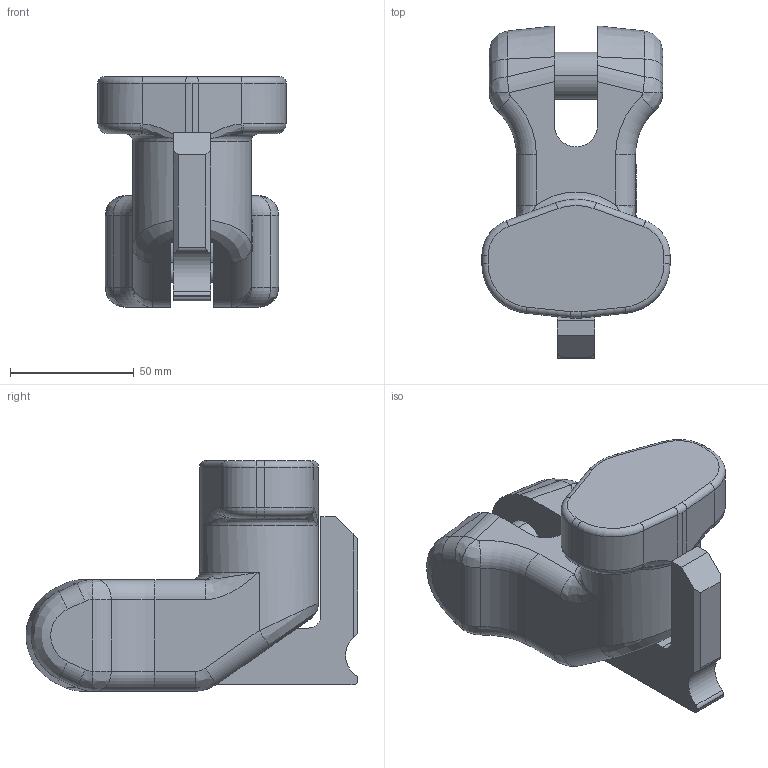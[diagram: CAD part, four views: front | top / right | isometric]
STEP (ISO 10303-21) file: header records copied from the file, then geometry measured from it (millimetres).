
FILE_DESCRIPTION((''),'2;1');
FILE_NAME('001-M35908-P1_ASM','2020-07-08T',('anja.joas'),(''),'PRO/ENGINEER BY PARAMETRIC TECHNOLOGY CORPORATION, 2011490','PRO/ENGINEER BY PARAMETRIC TECHNOLOGY CORPORATION, 2011490','');
FILE_SCHEMA(('CONFIG_CONTROL_DESIGN'));
Length unit declared in the file: millimetre
Products named in the file (3): 001-M35908-P-1; 001-M35908-P-4; 001-M35908-P1_ASM
Assembly tree (2 placements, depth 2):
  001-M35908-P1_ASM
    001-M35908-P-1
    001-M35908-P-4
Bounding box: 76 x 134 x 93 mm (x, y, z)
Volume: 325822.6 mm3; surface area: 46465.4 mm2
Topology: 2 solids, 2 shells, 389 faces, 1045 edges, 675 vertices
Faces by surface type: plane 296, cylinder 51, bspline 24, torus 18
Entity records: 13168 total; most frequent: CARTESIAN_POINT 3415, ORIENTED_EDGE 2090, DIRECTION 1871, EDGE_CURVE 1045, VECTOR 871, LINE 871, VERTEX_POINT 675, AXIS2_PLACEMENT_3D 500
